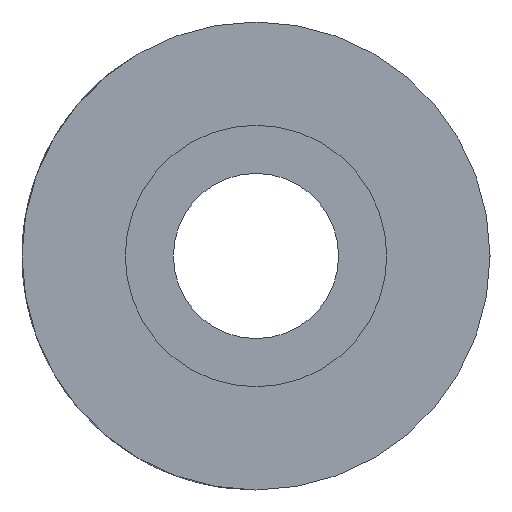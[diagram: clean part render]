
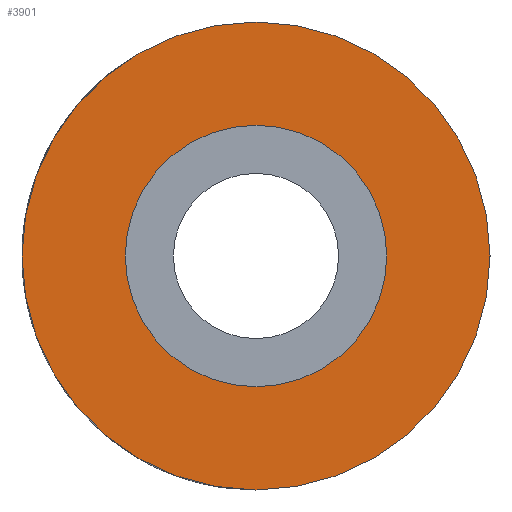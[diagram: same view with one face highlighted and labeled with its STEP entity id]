
A CAD part, left-side view. The second image highlights one B-rep face of the part: STEP entity #3901.
In plain terms, the highlighted planar face has unit normal (-1, 0, 0).
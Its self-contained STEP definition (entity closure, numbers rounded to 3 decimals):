
#3 = CARTESIAN_POINT ( 'NONE',  ( 0., 0., -4.75 ) ) ;
#206 = AXIS2_PLACEMENT_3D ( 'NONE', #3347, #7284, #3386 ) ;
#402 = CARTESIAN_POINT ( 'NONE',  ( 0., 0., 4.75 ) ) ;
#546 = ORIENTED_EDGE ( 'NONE', *, *, #8107, .F. ) ;
#1145 = EDGE_CURVE ( 'NONE', #4912, #3276, #7557, .T. ) ;
#1353 = DIRECTION ( 'NONE',  ( 0., 0., 1. ) ) ;
#1471 = CARTESIAN_POINT ( 'NONE',  ( 0., 0., -8.5 ) ) ;
#1683 = CIRCLE ( 'NONE', #5262, 8.5 ) ;
#1813 = EDGE_CURVE ( 'NONE', #7874, #4869, #1683, .T. ) ;
#1838 = DIRECTION ( 'NONE',  ( -1., 0., 0. ) ) ;
#1922 = EDGE_LOOP ( 'NONE', ( #4940, #7169 ) ) ;
#1939 = DIRECTION ( 'NONE',  ( -1., 0., 0. ) ) ;
#2553 = EDGE_LOOP ( 'NONE', ( #546, #5243 ) ) ;
#3276 = VERTEX_POINT ( 'NONE', #402 ) ;
#3277 = CIRCLE ( 'NONE', #5010, 4.75 ) ;
#3347 = CARTESIAN_POINT ( 'NONE',  ( 0., 0., 0. ) ) ;
#3384 = CARTESIAN_POINT ( 'NONE',  ( 0., 0., 8.5 ) ) ;
#3386 = DIRECTION ( 'NONE',  ( 0., 0., 1. ) ) ;
#3661 = CARTESIAN_POINT ( 'NONE',  ( 0., 0., 0. ) ) ;
#3675 = CARTESIAN_POINT ( 'NONE',  ( 0., 0., 0. ) ) ;
#3834 = DIRECTION ( 'NONE',  ( -1., 0., 0. ) ) ;
#3901 = ADVANCED_FACE ( 'NONE', ( #6939, #4345 ), #4899, .F. ) ;
#3922 = AXIS2_PLACEMENT_3D ( 'NONE', #6150, #7455, #7530 ) ;
#4336 = AXIS2_PLACEMENT_3D ( 'NONE', #3675, #1838, #6235 ) ;
#4345 = FACE_OUTER_BOUND ( 'NONE', #1922, .T. ) ;
#4512 = DIRECTION ( 'NONE',  ( 0., 0., 1. ) ) ;
#4869 = VERTEX_POINT ( 'NONE', #1471 ) ;
#4899 = PLANE ( 'NONE',  #3922 ) ;
#4912 = VERTEX_POINT ( 'NONE', #3 ) ;
#4940 = ORIENTED_EDGE ( 'NONE', *, *, #1813, .T. ) ;
#5010 = AXIS2_PLACEMENT_3D ( 'NONE', #6477, #3834, #4512 ) ;
#5243 = ORIENTED_EDGE ( 'NONE', *, *, #1145, .F. ) ;
#5262 = AXIS2_PLACEMENT_3D ( 'NONE', #3661, #1939, #1353 ) ;
#5631 = EDGE_CURVE ( 'NONE', #4869, #7874, #7555, .T. ) ;
#6150 = CARTESIAN_POINT ( 'NONE',  ( 0., 0., 0. ) ) ;
#6235 = DIRECTION ( 'NONE',  ( 0., 0., 1. ) ) ;
#6477 = CARTESIAN_POINT ( 'NONE',  ( 0., 0., 0. ) ) ;
#6939 = FACE_BOUND ( 'NONE', #2553, .T. ) ;
#7169 = ORIENTED_EDGE ( 'NONE', *, *, #5631, .T. ) ;
#7284 = DIRECTION ( 'NONE',  ( -1., 0., 0. ) ) ;
#7455 = DIRECTION ( 'NONE',  ( 1., 0., 0. ) ) ;
#7530 = DIRECTION ( 'NONE',  ( 0., 0., -1. ) ) ;
#7555 = CIRCLE ( 'NONE', #4336, 8.5 ) ;
#7557 = CIRCLE ( 'NONE', #206, 4.75 ) ;
#7874 = VERTEX_POINT ( 'NONE', #3384 ) ;
#8107 = EDGE_CURVE ( 'NONE', #3276, #4912, #3277, .T. ) ;
